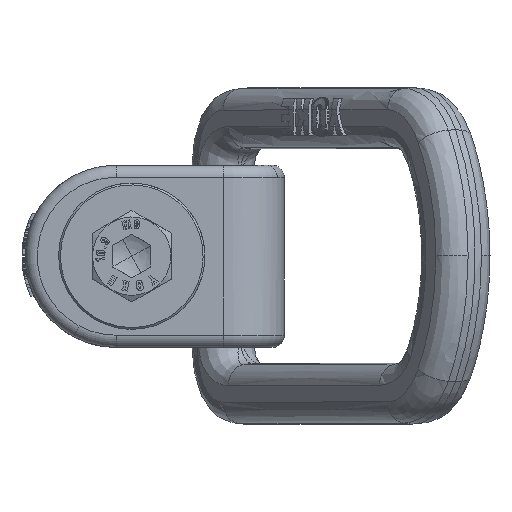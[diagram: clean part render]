
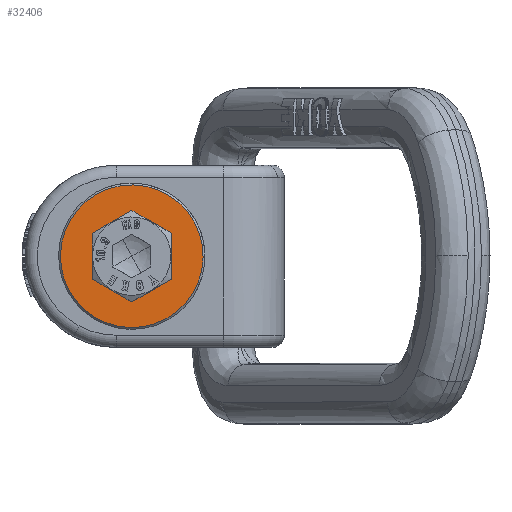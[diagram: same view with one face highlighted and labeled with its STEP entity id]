
A CAD part, top view. The second image highlights one B-rep face of the part: STEP entity #32406.
In plain terms, the highlighted planar face has unit normal (0, 0, 1).
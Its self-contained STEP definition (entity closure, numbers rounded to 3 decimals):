
#32292=CARTESIAN_POINT('Vertex',(5.609,-10.268,0.)) ;
#32295=CARTESIAN_POINT('Axis2P3D Location',(0.,0.,0.)) ;
#32299=CARTESIAN_POINT('Vertex',(-5.609,10.268,0.)) ;
#32319=CARTESIAN_POINT('Axis2P3D Location',(0.,0.,0.)) ;
#32379=CARTESIAN_POINT('Axis2P3D Location',(0.,4.95,0.)) ;
#32388=CARTESIAN_POINT('Axis2P3D Location',(0.,0.,0.)) ;
#32392=CARTESIAN_POINT('Vertex',(-2.373,4.344,0.)) ;
#32394=CARTESIAN_POINT('Vertex',(2.373,-4.344,0.)) ;
#32397=CARTESIAN_POINT('Axis2P3D Location',(0.,0.,0.)) ;
#32296=DIRECTION('Axis2P3D Direction',(-0.,0.,-1.)) ;
#32320=DIRECTION('Axis2P3D Direction',(-0.,0.,-1.)) ;
#32380=DIRECTION('Axis2P3D Direction',(0.,0.,1.)) ;
#32381=DIRECTION('Axis2P3D XDirection',(1.,0.,0.)) ;
#32389=DIRECTION('Axis2P3D Direction',(0.,0.,1.)) ;
#32398=DIRECTION('Axis2P3D Direction',(0.,0.,1.)) ;
#32297=AXIS2_PLACEMENT_3D('Circle Axis2P3D',#32295,#32296,$) ;
#32321=AXIS2_PLACEMENT_3D('Circle Axis2P3D',#32319,#32320,$) ;
#32382=AXIS2_PLACEMENT_3D('Plane Axis2P3D',#32379,#32380,#32381) ;
#32390=AXIS2_PLACEMENT_3D('Circle Axis2P3D',#32388,#32389,$) ;
#32399=AXIS2_PLACEMENT_3D('Circle Axis2P3D',#32397,#32398,$) ;
#32385=ORIENTED_EDGE('',*,*,#32323,.T.) ;
#32386=ORIENTED_EDGE('',*,*,#32301,.T.) ;
#32403=ORIENTED_EDGE('',*,*,#32396,.F.) ;
#32404=ORIENTED_EDGE('',*,*,#32401,.F.) ;
#32405=FACE_BOUND('',#32402,.T.) ;
#32406=ADVANCED_FACE('\X2\51434EF6672C9AD4\X0\',(#32387,#32405),#32383,.T.) ;
#32298=CIRCLE('generated circle',#32297,11.7) ;
#32322=CIRCLE('generated circle',#32321,11.7) ;
#32391=CIRCLE('generated circle',#32390,4.95) ;
#32400=CIRCLE('generated circle',#32399,4.95) ;
#32301=EDGE_CURVE('',#32300,#32293,#32298,.F.) ;
#32323=EDGE_CURVE('',#32293,#32300,#32322,.F.) ;
#32396=EDGE_CURVE('',#32393,#32395,#32391,.T.) ;
#32401=EDGE_CURVE('',#32395,#32393,#32400,.T.) ;
#32384=EDGE_LOOP('',(#32385,#32386)) ;
#32402=EDGE_LOOP('',(#32403,#32404)) ;
#32387=FACE_OUTER_BOUND('',#32384,.T.) ;
#32383=PLANE('',#32382) ;
#32293=VERTEX_POINT('',#32292) ;
#32300=VERTEX_POINT('',#32299) ;
#32393=VERTEX_POINT('',#32392) ;
#32395=VERTEX_POINT('',#32394) ;
